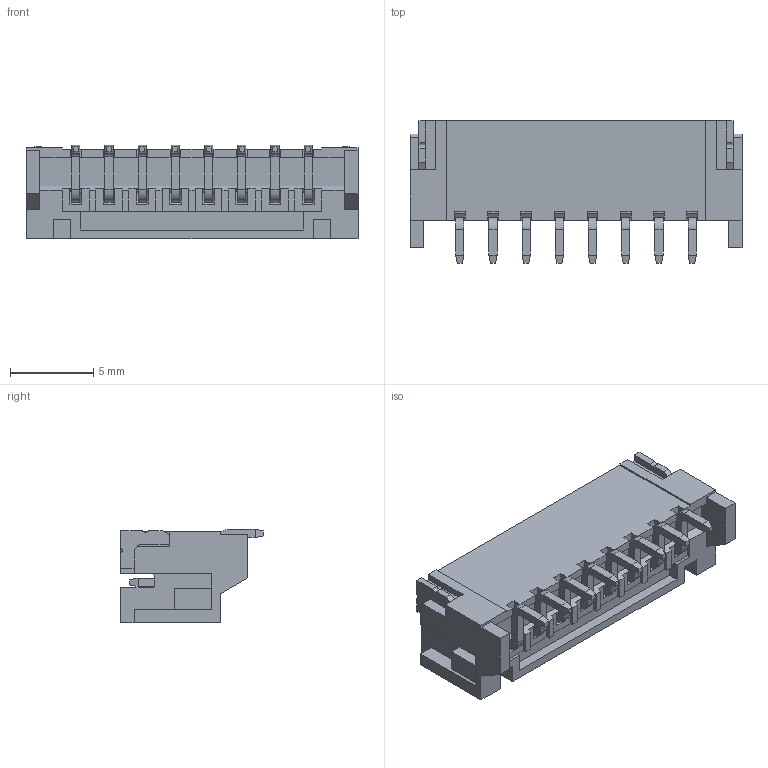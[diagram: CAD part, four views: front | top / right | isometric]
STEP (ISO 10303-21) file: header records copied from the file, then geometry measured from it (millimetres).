
FILE_DESCRIPTION( ('This file contains a STEP AP42 implementation' ,'as created by ZW3D STEP Interface translator.') ,'2;1' );
FILE_NAME( 'WF2001-WZXXXXXR1.stp' ,'23 418.141830', (''), ('ZWCAD Software Co.'), 'Version 1.0', 'ZW3D to STEP translator', '' );
FILE_SCHEMA(('AUTOMOTIVE_DESIGN { 1 0 10303 214 1 1 1 1 }'));
Length unit declared in the file: millimetre
Products named in the file (2): 0; WF2001-WZXXXXXR1
Bounding box: 20 x 8.6 x 5.64 mm (x, y, z)
Volume: 300.2 mm3; surface area: 1003 mm2
Topology: 1 solids, 1 shells, 566 faces, 1511 edges, 952 vertices
Faces by surface type: plane 485, cylinder 74, sphere 7
Entity records: 17861 total; most frequent: CARTESIAN_POINT 3135, ORIENTED_EDGE 3008, DIRECTION 2793, EDGE_CURVE 1504, VECTOR 1317, LINE 1317, VERTEX_POINT 952, AXIS2_PLACEMENT_3D 738
